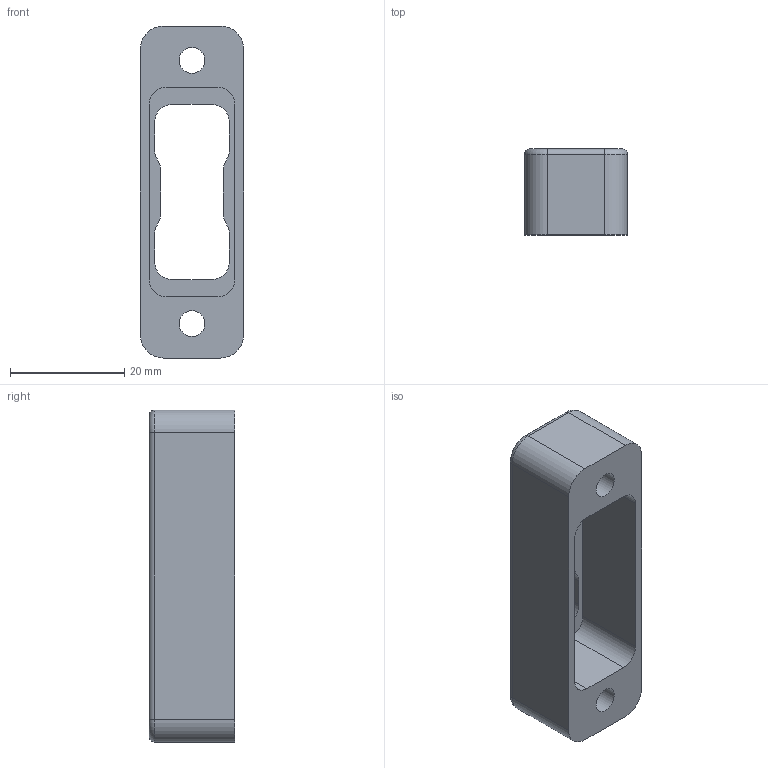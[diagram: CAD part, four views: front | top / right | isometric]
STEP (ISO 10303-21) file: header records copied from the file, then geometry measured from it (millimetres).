
FILE_DESCRIPTION(/* description */ (''),/* implementation_level */ '2;1');
FILE_NAME(/* name */ '170514-008-SUPPORT INTERRUPTEUR.stp',/* time_stamp */ '2023-06-07T14:14:11+02:00',/* author */ ('GB'),/* organization */ ('JHM CONCEPT'),/* preprocessor_version */ 'ST-DEVELOPER v18.1',/* originating_system */ 'Autodesk Inventor 2022',/* authorisation */ '');
FILE_SCHEMA (('AUTOMOTIVE_DESIGN { 1 0 10303 214 3 1 1 }'));
Length unit declared in the file: millimetre
Products named in the file (1): 170514-008-SUPPORT INTERRUPTEUR
Bounding box: 18 x 15 x 58 mm (x, y, z)
Volume: 7078.5 mm3; surface area: 5216 mm2
Topology: 1 solids, 1 shells, 51 faces, 134 edges, 86 vertices
Faces by surface type: cylinder 26, plane 19, torus 4, cone 2
Full cylindrical faces by diameter (mm): 4.5 x2
Entity records: 1650 total; most frequent: DIRECTION 296, CARTESIAN_POINT 272, ORIENTED_EDGE 268, EDGE_CURVE 134, AXIS2_PLACEMENT_3D 110, VERTEX_POINT 86, LINE 76, VECTOR 76
